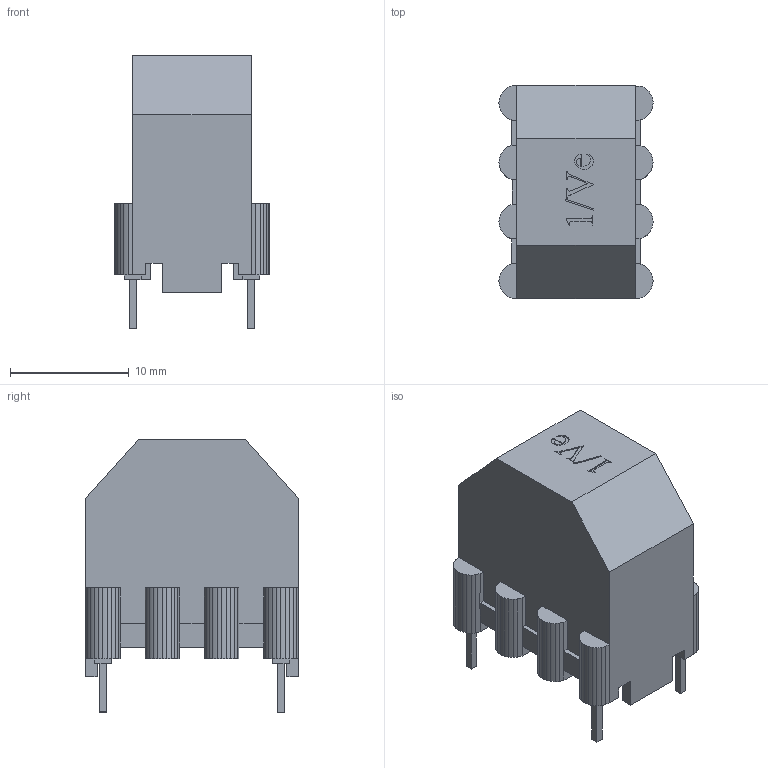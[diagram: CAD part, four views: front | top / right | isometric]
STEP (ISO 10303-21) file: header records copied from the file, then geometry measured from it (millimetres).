
FILE_DESCRIPTION(('FreeCAD Model'),'2;1');
FILE_NAME('X01Ve.stp', '2014-07-08T12:39:31',('FreeCAD'),('FreeCAD'), 'Open CASCADE STEP processor 6.3','FreeCAD','Unknown');
FILE_SCHEMA(('AUTOMOTIVE_DESIGN_CC2 { 1 2 10303 214 -1 1 5 4 }'));
Length unit declared in the file: millimetre
Products named in the file (6): X01Ve; X01Ve004; X01Ve001; X01Ve005; X01Ve002; X01Ve003
Bounding box: 13 x 18 x 23 mm (x, y, z)
Volume: 1490.1 mm3; surface area: 3022.8 mm2
Topology: 6 solids, 6 shells, 834 faces, 2413 edges, 1601 vertices
Faces by surface type: plane 637, cylinder 197
Entity records: 61199 total; most frequent: CARTESIAN_POINT 14101, DIRECTION 8386, LINE 5578, VECTOR 5578, ORIENTED_EDGE 4826, PCURVE 4826, DEFINITIONAL_REPRESENTATION 4826, EDGE_CURVE 2413
